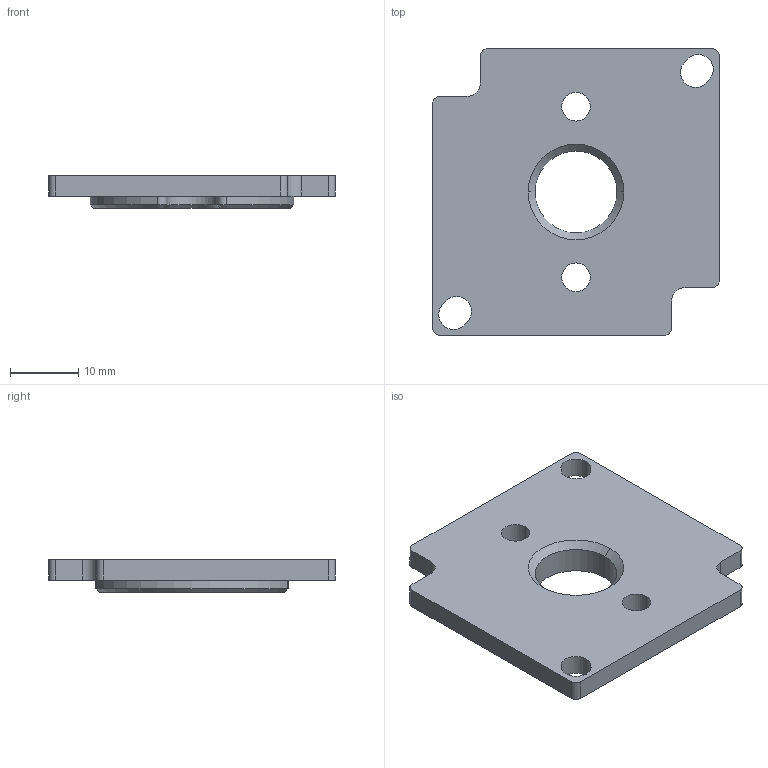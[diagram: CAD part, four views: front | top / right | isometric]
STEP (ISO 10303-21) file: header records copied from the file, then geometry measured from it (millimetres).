
FILE_DESCRIPTION (( 'STEP AP214' ), '1' );
FILE_NAME ('217-2822-BAG Mounting Plate STEP.STEP', '2013-12-10T19:54:48', ( '' ), ( '' ), 'SwSTEP 2.0', 'SolidWorks 2013', '' );
FILE_SCHEMA (( 'AUTOMOTIVE_DESIGN' ));
Length unit declared in the file: millimetre
Products named in the file (1): 217-2822-BAG Mounting Plate STEP
Bounding box: 42 x 42 x 4.8 mm (x, y, z)
Volume: 4914.1 mm3; surface area: 4224.4 mm2
Topology: 1 solids, 1 shells, 129 faces, 345 edges, 225 vertices
Faces by surface type: cylinder 83, plane 29, cone 17
Entity records: 4158 total; most frequent: DIRECTION 790, CARTESIAN_POINT 700, ORIENTED_EDGE 690, EDGE_CURVE 345, AXIS2_PLACEMENT_3D 315, VERTEX_POINT 225, CIRCLE 185, LINE 160
